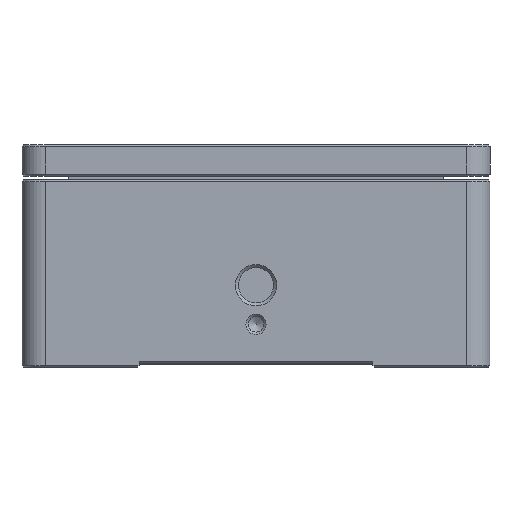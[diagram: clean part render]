
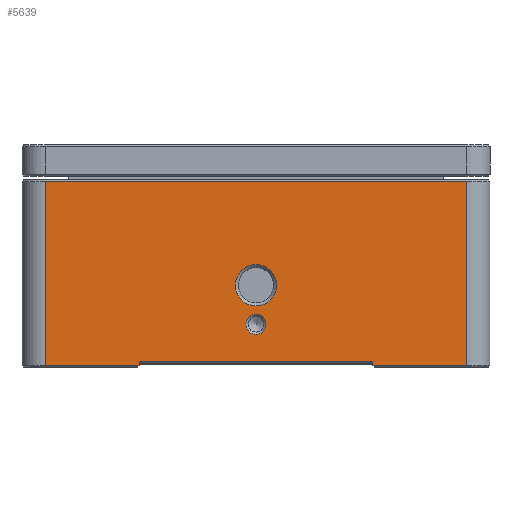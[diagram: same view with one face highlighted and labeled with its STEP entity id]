
A CAD part, left-side view. The second image highlights one B-rep face of the part: STEP entity #5639.
In plain terms, the highlighted face is planar.
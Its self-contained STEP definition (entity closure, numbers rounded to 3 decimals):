
#267=CIRCLE('',#7063,2.65);
#268=CIRCLE('',#7064,1.3);
#732=ORIENTED_EDGE('',*,*,#2197,.T.);
#733=ORIENTED_EDGE('',*,*,#2198,.T.);
#734=ORIENTED_EDGE('',*,*,#2199,.T.);
#735=ORIENTED_EDGE('',*,*,#2200,.T.);
#736=ORIENTED_EDGE('',*,*,#2201,.T.);
#737=ORIENTED_EDGE('',*,*,#2202,.T.);
#738=ORIENTED_EDGE('',*,*,#2203,.T.);
#739=ORIENTED_EDGE('',*,*,#2204,.T.);
#740=ORIENTED_EDGE('',*,*,#2205,.F.);
#741=ORIENTED_EDGE('',*,*,#2206,.T.);
#2197=EDGE_CURVE('',#2926,#2926,#267,.T.);
#2198=EDGE_CURVE('',#2927,#2927,#268,.T.);
#2199=EDGE_CURVE('',#2928,#2929,#3418,.T.);
#2200=EDGE_CURVE('',#2929,#2930,#3419,.T.);
#2201=EDGE_CURVE('',#2930,#2931,#3420,.T.);
#2202=EDGE_CURVE('',#2931,#2932,#3421,.T.);
#2203=EDGE_CURVE('',#2932,#2933,#3422,.F.);
#2204=EDGE_CURVE('',#2933,#2934,#3423,.T.);
#2205=EDGE_CURVE('',#2935,#2934,#3424,.T.);
#2206=EDGE_CURVE('',#2935,#2928,#3425,.T.);
#2926=VERTEX_POINT('',#9709);
#2927=VERTEX_POINT('',#9711);
#2928=VERTEX_POINT('',#9713);
#2929=VERTEX_POINT('',#9714);
#2930=VERTEX_POINT('',#9716);
#2931=VERTEX_POINT('',#9718);
#2932=VERTEX_POINT('',#9720);
#2933=VERTEX_POINT('',#9722);
#2934=VERTEX_POINT('',#9724);
#2935=VERTEX_POINT('',#9726);
#3418=LINE('',#9712,#3843);
#3419=LINE('',#9715,#3844);
#3420=LINE('',#9717,#3845);
#3421=LINE('',#9719,#3846);
#3422=LINE('',#9721,#3847);
#3423=LINE('',#9723,#3848);
#3424=LINE('',#9725,#3849);
#3425=LINE('',#9727,#3850);
#3843=VECTOR('',#7896,1000.);
#3844=VECTOR('',#7897,1000.);
#3845=VECTOR('',#7898,1000.);
#3846=VECTOR('',#7899,1000.);
#3847=VECTOR('',#7900,1000.);
#3848=VECTOR('',#7901,1000.);
#3849=VECTOR('',#7902,1000.);
#3850=VECTOR('',#7903,1000.);
#4241=EDGE_LOOP('',(#732));
#4242=EDGE_LOOP('',(#733));
#4243=EDGE_LOOP('',(#734,#735,#736,#737,#738,#739,#740,#741));
#4857=FACE_BOUND('',#4241,.T.);
#4858=FACE_BOUND('',#4242,.T.);
#4859=FACE_BOUND('',#4243,.T.);
#5443=PLANE('',#7062);
#5639=ADVANCED_FACE('',(#4857,#4858,#4859),#5443,.F.);
#7062=AXIS2_PLACEMENT_3D('',#9707,#7890,#7891);
#7063=AXIS2_PLACEMENT_3D('',#9708,#7892,#7893);
#7064=AXIS2_PLACEMENT_3D('',#9710,#7894,#7895);
#7890=DIRECTION('',(-1.,0.,0.));
#7891=DIRECTION('',(0.,-1.,0.));
#7892=DIRECTION('',(-1.,0.,0.));
#7893=DIRECTION('',(0.,1.,0.));
#7894=DIRECTION('',(-1.,0.,0.));
#7895=DIRECTION('',(0.,1.,0.));
#7896=DIRECTION('',(0.,0.,1.));
#7897=DIRECTION('',(0.,-1.,0.));
#7898=DIRECTION('',(0.,0.,-1.));
#7899=DIRECTION('',(0.,1.,0.));
#7900=DIRECTION('',(0.,0.,-1.));
#7901=DIRECTION('',(0.,-1.,0.));
#7902=DIRECTION('',(0.,0.,1.));
#7903=DIRECTION('',(0.,-1.,0.));
#9707=CARTESIAN_POINT('',(30.,-30.,24.));
#9708=CARTESIAN_POINT('',(30.,0.,13.5));
#9709=CARTESIAN_POINT('',(30.,2.65,13.5));
#9710=CARTESIAN_POINT('',(30.,0.,18.5));
#9711=CARTESIAN_POINT('',(30.,1.3,18.5));
#9712=CARTESIAN_POINT('',(30.,-15.,23.5));
#9713=CARTESIAN_POINT('',(30.,-15.,23.3));
#9714=CARTESIAN_POINT('',(30.,-15.,23.8));
#9715=CARTESIAN_POINT('',(30.,-27.,23.8));
#9716=CARTESIAN_POINT('',(30.,-27.,23.8));
#9717=CARTESIAN_POINT('',(30.,-27.,24.));
#9718=CARTESIAN_POINT('',(30.,-27.,0.2));
#9719=CARTESIAN_POINT('',(30.,-30.,0.2));
#9720=CARTESIAN_POINT('',(30.,27.,0.2));
#9721=CARTESIAN_POINT('',(30.,27.,24.));
#9722=CARTESIAN_POINT('',(30.,27.,23.8));
#9723=CARTESIAN_POINT('',(30.,15.,23.8));
#9724=CARTESIAN_POINT('',(30.,15.,23.8));
#9725=CARTESIAN_POINT('',(30.,15.,23.5));
#9726=CARTESIAN_POINT('',(30.,15.,23.3));
#9727=CARTESIAN_POINT('',(30.,-30.,23.3));
